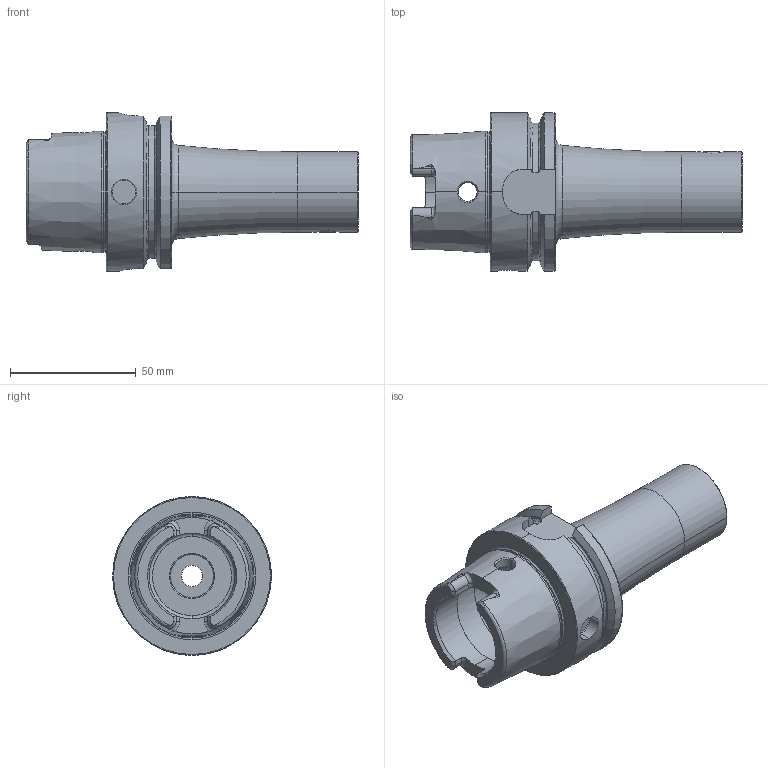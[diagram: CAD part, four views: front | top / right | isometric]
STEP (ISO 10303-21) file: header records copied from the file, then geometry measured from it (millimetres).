
FILE_DESCRIPTION (( 'STEP AP203' ), '1' );
FILE_NAME ('A44.806.032.100.STEP', '2018-03-12T09:25:01', ( 'SWIAdmin' ), ( 'Hewlett-Packard Company' ), 'SwSTEP 2.0', 'SolidWorks 2017', '' );
FILE_SCHEMA (( 'CONFIG_CONTROL_DESIGN' ));
Length unit declared in the file: millimetre
Products named in the file (3): WH3-ER1.001.010; A44.806.032.100; HA6-WH3.K01.100_C
Assembly tree (4 placements, depth 2):
  A44.806.032.100
    HA6-WH3.K01.100_C
    WH3-ER1.001.010  x3
Bounding box: 131.9 x 63 x 63 mm (x, y, z)
Volume: 137720.1 mm3; surface area: 33435 mm2
Topology: 4 solids, 4 shells, 271 faces, 679 edges, 413 vertices
Faces by surface type: plane 89, cylinder 65, cone 60, torus 45, bspline 12
Entity records: 8554 total; most frequent: CARTESIAN_POINT 3150, ORIENTED_EDGE 1106, DIRECTION 1016, EDGE_CURVE 553, AXIS2_PLACEMENT_3D 416, VERTEX_POINT 343, EDGE_LOOP 226, ADVANCED_FACE 215
